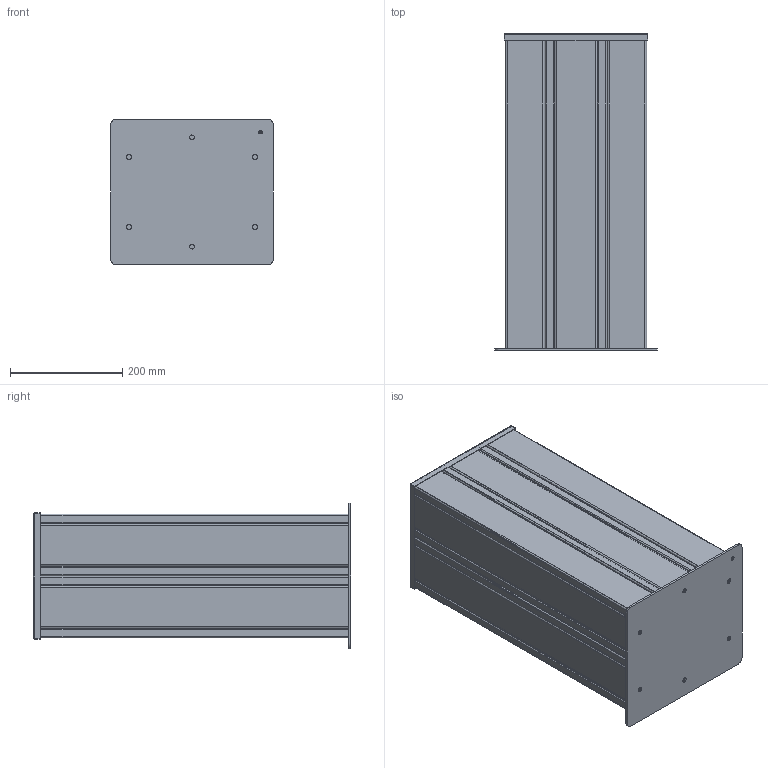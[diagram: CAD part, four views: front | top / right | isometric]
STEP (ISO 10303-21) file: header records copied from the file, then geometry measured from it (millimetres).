
FILE_DESCRIPTION (( 'STEP AP214' ), '1' );
FILE_NAME ('6290073.stp', '2016-06-30T07:14:36', ( '' ), ( '' ), 'SwSTEP 2.0', 'SolidWorks 2014', '' );
FILE_SCHEMA (( 'AUTOMOTIVE_DESIGN' ));
Length unit declared in the file: millimetre
Products named in the file (8): 031879_Standard; 031779_Standard; 35050322_Standard; 6290073; 031779T1_Standard; 030909_L=555; 026360_L=555; 013125_L=560
Assembly tree (17 placements, depth 3):
  6290073
    031879_Standard
    013125_L=560  x6
    031779_Standard
      031779T1_Standard
    030909_L=555  x6
      026360_L=555
    35050322_Standard
Bounding box: 290 x 565.55 x 260 mm (x, y, z)
Volume: 2828570.3 mm3; surface area: 3005742 mm2
Topology: 15 solids, 15 shells, 612 faces, 1684 edges, 1102 vertices
Faces by surface type: plane 354, cylinder 254, cone 4
Entity records: 6424 total; most frequent: DIRECTION 1092, CARTESIAN_POINT 1058, ORIENTED_EDGE 1024, EDGE_CURVE 512, LINE 380, VECTOR 380, AXIS2_PLACEMENT_3D 356, VERTEX_POINT 322
